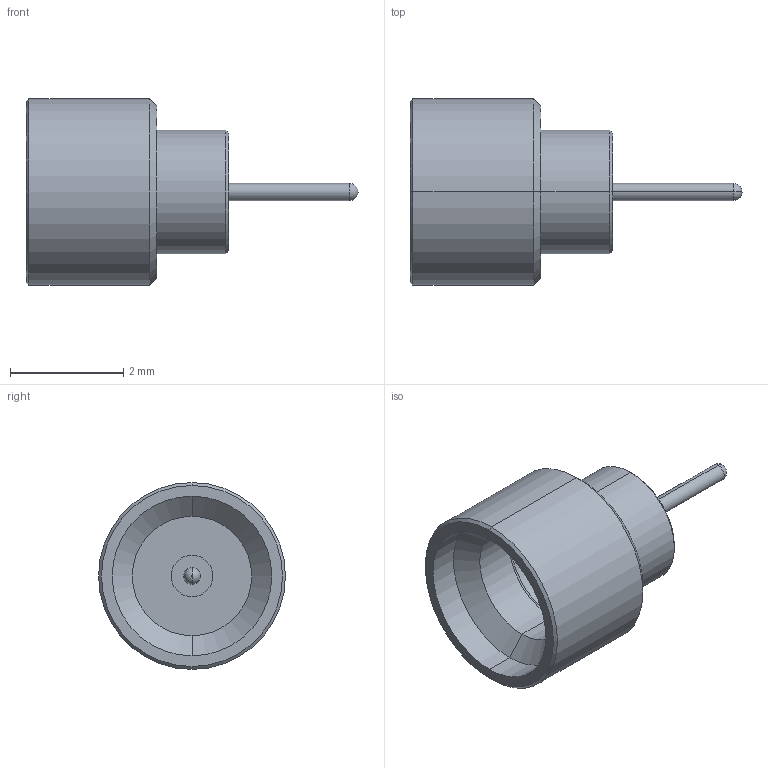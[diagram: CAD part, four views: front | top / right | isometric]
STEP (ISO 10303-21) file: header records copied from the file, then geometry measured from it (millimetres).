
FILE_DESCRIPTION (( 'STEP AP203' ), '1' );
FILE_NAME ('PE44973.step', '2018-12-06T00:45:29', ( '' ), ( '' ), 'SwSTEP 2.0', 'SolidWorks 2017', '' );
FILE_SCHEMA (( 'CONFIG_CONTROL_DESIGN' ));
Length unit declared in the file: inch
Products named in the file (1): PE44973
Bounding box: 5.87 x 3.3 x 3.3 mm (x, y, z)
Volume: 15.4 mm3; surface area: 65.8 mm2
Topology: 1 solids, 1 shells, 39 faces, 80 edges, 47 vertices
Faces by surface type: cylinder 18, cone 10, plane 7, sphere 2, torus 2
Entity records: 1081 total; most frequent: DIRECTION 204, CARTESIAN_POINT 161, ORIENTED_EDGE 152, AXIS2_PLACEMENT_3D 88, EDGE_CURVE 76, CIRCLE 48, VERTEX_POINT 45, EDGE_LOOP 45
